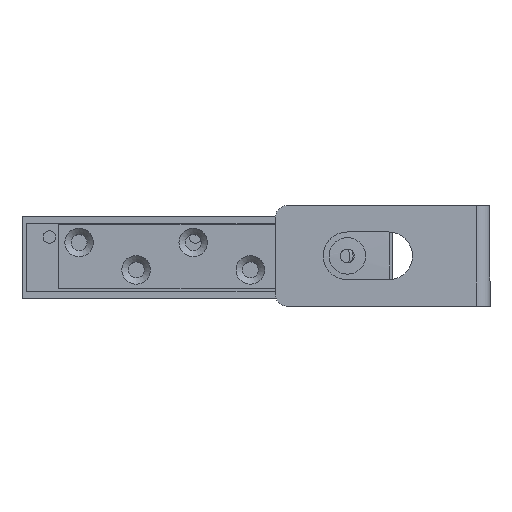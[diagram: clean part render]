
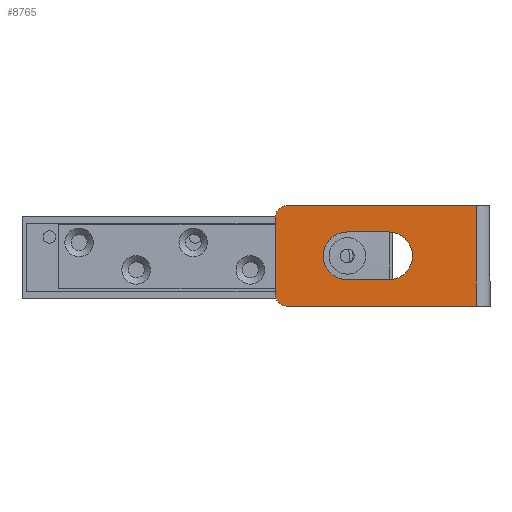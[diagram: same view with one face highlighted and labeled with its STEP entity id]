
A CAD part, top view. The second image highlights one B-rep face of the part: STEP entity #8765.
In plain terms, the highlighted face is planar.
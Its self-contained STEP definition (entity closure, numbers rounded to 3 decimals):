
#597=FACE_BOUND('',#2065,.T.);
#1029=CIRCLE('',#9963,10.5);
#1031=CIRCLE('',#9967,10.5);
#1035=CIRCLE('',#9975,5.);
#1037=CIRCLE('',#9979,5.);
#1538=FACE_OUTER_BOUND('',#2064,.T.);
#2064=EDGE_LOOP('',(#7164,#7165,#7166,#7167,#7168,#7169));
#2065=EDGE_LOOP('',(#7170,#7171,#7172,#7173));
#2660=LINE('',#15319,#3246);
#2664=LINE('',#15331,#3250);
#2676=LINE('',#15370,#3262);
#2679=LINE('',#15376,#3265);
#2680=LINE('',#15378,#3266);
#2681=LINE('',#15380,#3267);
#3246=VECTOR('',#12011,10.);
#3250=VECTOR('',#12023,10.);
#3262=VECTOR('',#12061,10.);
#3265=VECTOR('',#12066,10.);
#3266=VECTOR('',#12067,10.);
#3267=VECTOR('',#12068,10.);
#3982=VERTEX_POINT('',#15316);
#3983=VERTEX_POINT('',#15318);
#3985=VERTEX_POINT('',#15324);
#3987=VERTEX_POINT('',#15330);
#3997=VERTEX_POINT('',#15360);
#3998=VERTEX_POINT('',#15361);
#4001=VERTEX_POINT('',#15369);
#4003=VERTEX_POINT('',#15375);
#4004=VERTEX_POINT('',#15377);
#4005=VERTEX_POINT('',#15379);
#5099=EDGE_CURVE('',#3983,#3982,#2660,.T.);
#5102=EDGE_CURVE('',#3985,#3983,#1029,.T.);
#5105=EDGE_CURVE('',#3987,#3985,#2664,.T.);
#5108=EDGE_CURVE('',#3982,#3987,#1031,.T.);
#5120=EDGE_CURVE('',#3997,#3998,#1035,.T.);
#5124=EDGE_CURVE('',#4001,#3998,#2676,.T.);
#5127=EDGE_CURVE('',#3997,#4003,#2679,.T.);
#5128=EDGE_CURVE('',#4003,#4004,#2680,.T.);
#5129=EDGE_CURVE('',#4004,#4005,#2681,.T.);
#5130=EDGE_CURVE('',#4001,#4005,#1037,.T.);
#7164=ORIENTED_EDGE('',*,*,#5120,.F.);
#7165=ORIENTED_EDGE('',*,*,#5127,.T.);
#7166=ORIENTED_EDGE('',*,*,#5128,.T.);
#7167=ORIENTED_EDGE('',*,*,#5129,.T.);
#7168=ORIENTED_EDGE('',*,*,#5130,.F.);
#7169=ORIENTED_EDGE('',*,*,#5124,.T.);
#7170=ORIENTED_EDGE('',*,*,#5105,.T.);
#7171=ORIENTED_EDGE('',*,*,#5102,.T.);
#7172=ORIENTED_EDGE('',*,*,#5099,.T.);
#7173=ORIENTED_EDGE('',*,*,#5108,.T.);
#8383=PLANE('',#9978);
#8765=ADVANCED_FACE('',(#1538,#597),#8383,.T.);
#9963=AXIS2_PLACEMENT_3D('',#15325,#12017,#12018);
#9967=AXIS2_PLACEMENT_3D('',#15335,#12029,#12030);
#9975=AXIS2_PLACEMENT_3D('',#15362,#12053,#12054);
#9978=AXIS2_PLACEMENT_3D('',#15374,#12064,#12065);
#9979=AXIS2_PLACEMENT_3D('',#15381,#12069,#12070);
#12011=DIRECTION('',(-1.,0.,0.));
#12017=DIRECTION('center_axis',(0.,1.,0.));
#12018=DIRECTION('ref_axis',(0.,0.,-1.));
#12023=DIRECTION('',(1.,0.,0.));
#12029=DIRECTION('center_axis',(0.,1.,0.));
#12030=DIRECTION('ref_axis',(0.,0.,1.));
#12053=DIRECTION('center_axis',(0.,1.,0.));
#12054=DIRECTION('ref_axis',(-0.707,0.,-0.707));
#12061=DIRECTION('',(0.,0.,-1.));
#12064=DIRECTION('center_axis',(0.,-1.,0.));
#12065=DIRECTION('ref_axis',(0.,0.,-1.));
#12066=DIRECTION('',(1.,0.,0.));
#12067=DIRECTION('',(0.,0.,1.));
#12068=DIRECTION('',(-1.,0.,0.));
#12069=DIRECTION('center_axis',(0.,1.,0.));
#12070=DIRECTION('ref_axis',(-0.707,0.,0.707));
#15316=CARTESIAN_POINT('',(31.5,0.,-10.5));
#15318=CARTESIAN_POINT('',(49.5,0.,-10.5));
#15319=CARTESIAN_POINT('',(59.75,0.,-10.5));
#15324=CARTESIAN_POINT('',(49.5,0.,10.5));
#15325=CARTESIAN_POINT('Origin',(49.5,0.,0.));
#15330=CARTESIAN_POINT('',(31.5,0.,10.5));
#15331=CARTESIAN_POINT('',(68.75,0.,10.5));
#15335=CARTESIAN_POINT('Origin',(31.5,0.,0.));
#15360=CARTESIAN_POINT('',(5.,0.,-22.));
#15361=CARTESIAN_POINT('',(0.,0.,-17.));
#15362=CARTESIAN_POINT('Origin',(5.,0.,-17.));
#15369=CARTESIAN_POINT('',(0.,0.,17.));
#15370=CARTESIAN_POINT('',(0.,0.,0.));
#15374=CARTESIAN_POINT('Origin',(88.,0.,0.));
#15375=CARTESIAN_POINT('',(88.,0.,-22.));
#15376=CARTESIAN_POINT('',(0.,0.,-22.));
#15377=CARTESIAN_POINT('',(88.,0.,22.));
#15378=CARTESIAN_POINT('',(88.,0.,0.));
#15379=CARTESIAN_POINT('',(5.,0.,22.));
#15380=CARTESIAN_POINT('',(0.,0.,22.));
#15381=CARTESIAN_POINT('Origin',(5.,0.,17.));
